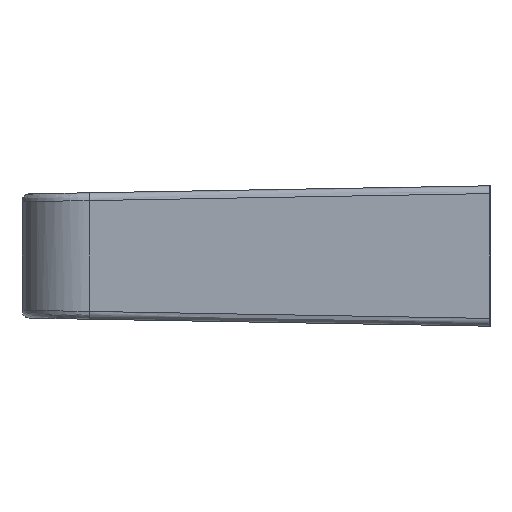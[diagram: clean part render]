
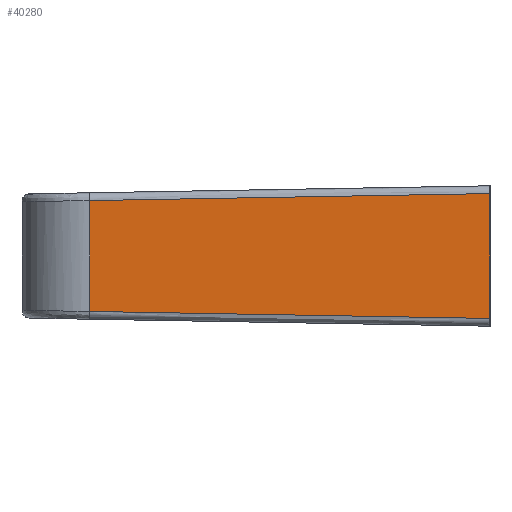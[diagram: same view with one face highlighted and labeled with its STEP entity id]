
A CAD part, left-side view. The second image highlights one B-rep face of the part: STEP entity #40280.
In plain terms, the highlighted planar face has unit normal (-0.999, 0.035, 0).
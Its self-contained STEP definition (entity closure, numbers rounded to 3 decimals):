
#3670=CARTESIAN_POINT('',(-70.,-0.,4.));
#3680=VERTEX_POINT('',#3670);
#3710=CARTESIAN_POINT('',(-69.999,0.017,
4.));
#3720=DIRECTION('',(-0.035,-0.999,
0.017));
#3730=VECTOR('',#3720,1.);
#3740=LINE('',#3710,#3730);
#3750=CARTESIAN_POINT('',(-69.104,25.657,
3.552));
#3760=VERTEX_POINT('',#3750);
#3770=EDGE_CURVE('',#3760,#3680,#3740,.T.);
#39980=CARTESIAN_POINT('',(-70.,0.,0.));
#39990=DIRECTION('',(-0.999,0.035,0.));
#40000=DIRECTION('',(0.035,0.999,0.));
#40010=AXIS2_PLACEMENT_3D('',#39980,#39990,#40000);
#40020=PLANE('',#40010);
#40030=ORIENTED_EDGE('',*,*,#3770,.F.);
#40040=CARTESIAN_POINT('',(-70.,0.,0.));
#40050=DIRECTION('',(0.,0.,1.));
#40060=VECTOR('',#40050,1.);
#40070=LINE('',#40040,#40060);
#40080=CARTESIAN_POINT('',(-70.,0.,-4.));
#40090=VERTEX_POINT('',#40080);
#40100=EDGE_CURVE('',#40090,#3680,#40070,.T.);
#40110=ORIENTED_EDGE('',*,*,#40100,.T.);
#40120=CARTESIAN_POINT('',(-69.999,0.017,
-4.));
#40130=DIRECTION('',(-0.035,-0.999,
-0.017));
#40140=VECTOR('',#40130,1.);
#40150=LINE('',#40120,#40140);
#40160=CARTESIAN_POINT('',(-69.104,25.657,
-3.552));
#40170=VERTEX_POINT('',#40160);
#40180=EDGE_CURVE('',#40170,#40090,#40150,.T.);
#40190=ORIENTED_EDGE('',*,*,#40180,.T.);
#40200=CARTESIAN_POINT('',(-69.104,25.657,0.));
#40210=DIRECTION('',(0.,0.,1.));
#40220=VECTOR('',#40210,1.);
#40230=LINE('',#40200,#40220);
#40240=EDGE_CURVE('',#40170,#3760,#40230,.T.);
#40250=ORIENTED_EDGE('',*,*,#40240,.F.);
#40260=EDGE_LOOP('',(#40250,#40190,#40110,#40030));
#40270=FACE_OUTER_BOUND('',#40260,.T.);
#40280=ADVANCED_FACE('',(#40270),#40020,.T.);
